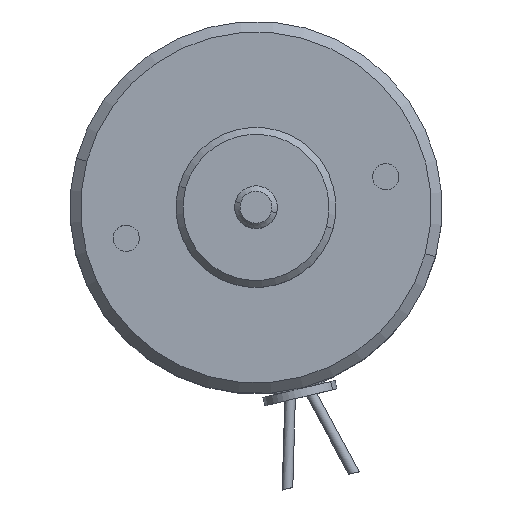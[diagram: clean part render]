
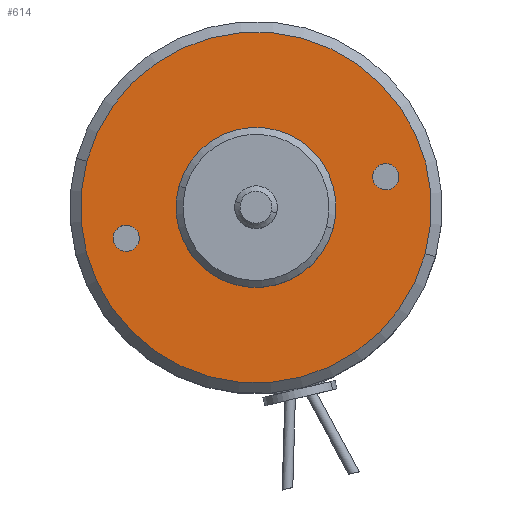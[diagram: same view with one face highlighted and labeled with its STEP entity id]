
A CAD part, top view. The second image highlights one B-rep face of the part: STEP entity #614.
In plain terms, the highlighted planar face has unit normal (0, 0, 1).
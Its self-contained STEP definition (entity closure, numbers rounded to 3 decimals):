
#474=AXIS2_PLACEMENT_3D('Circle Axis2P3D',#472,#473,$) ;
#498=AXIS2_PLACEMENT_3D('Circle Axis2P3D',#496,#497,$) ;
#554=AXIS2_PLACEMENT_3D('Plane Axis2P3D',#551,#552,#553) ;
#562=AXIS2_PLACEMENT_3D('Circle Axis2P3D',#560,#561,$) ;
#571=AXIS2_PLACEMENT_3D('Circle Axis2P3D',#569,#570,$) ;
#580=AXIS2_PLACEMENT_3D('Circle Axis2P3D',#578,#579,$) ;
#589=AXIS2_PLACEMENT_3D('Circle Axis2P3D',#587,#588,$) ;
#598=AXIS2_PLACEMENT_3D('Circle Axis2P3D',#596,#597,$) ;
#607=AXIS2_PLACEMENT_3D('Circle Axis2P3D',#605,#606,$) ;
#469=CARTESIAN_POINT('Vertex',(40.309,-72.516,39.797)) ;
#472=CARTESIAN_POINT('Axis2P3D Location',(24.443,-68.173,39.797)) ;
#476=CARTESIAN_POINT('Vertex',(8.577,-63.83,39.797)) ;
#496=CARTESIAN_POINT('Axis2P3D Location',(24.443,-68.173,39.797)) ;
#551=CARTESIAN_POINT('Axis2P3D Location',(41.422,-64.147,39.797)) ;
#560=CARTESIAN_POINT('Axis2P3D Location',(12.28,-71.057,39.797)) ;
#564=CARTESIAN_POINT('Vertex',(13.466,-71.381,39.797)) ;
#566=CARTESIAN_POINT('Vertex',(11.094,-70.732,39.797)) ;
#569=CARTESIAN_POINT('Axis2P3D Location',(12.28,-71.057,39.797)) ;
#578=CARTESIAN_POINT('Axis2P3D Location',(36.606,-65.289,39.797)) ;
#582=CARTESIAN_POINT('Vertex',(35.42,-64.964,39.797)) ;
#584=CARTESIAN_POINT('Vertex',(37.792,-65.613,39.797)) ;
#587=CARTESIAN_POINT('Axis2P3D Location',(36.606,-65.289,39.797)) ;
#596=CARTESIAN_POINT('Axis2P3D Location',(24.443,-68.173,39.797)) ;
#600=CARTESIAN_POINT('Vertex',(17.209,-66.192,39.797)) ;
#602=CARTESIAN_POINT('Vertex',(31.677,-70.153,39.797)) ;
#605=CARTESIAN_POINT('Axis2P3D Location',(24.443,-68.173,39.797)) ;
#473=DIRECTION('Axis2P3D Direction',(0.,0.,-1.)) ;
#497=DIRECTION('Axis2P3D Direction',(0.,0.,-1.)) ;
#552=DIRECTION('Axis2P3D Direction',(0.,0.,-1.)) ;
#553=DIRECTION('Axis2P3D XDirection',(0.973,0.231,0.)) ;
#561=DIRECTION('Axis2P3D Direction',(0.,0.,-1.)) ;
#570=DIRECTION('Axis2P3D Direction',(0.,0.,-1.)) ;
#579=DIRECTION('Axis2P3D Direction',(0.,0.,-1.)) ;
#588=DIRECTION('Axis2P3D Direction',(0.,0.,-1.)) ;
#597=DIRECTION('Axis2P3D Direction',(0.,0.,-1.)) ;
#606=DIRECTION('Axis2P3D Direction',(0.,0.,-1.)) ;
#557=ORIENTED_EDGE('',*,*,#500,.F.) ;
#558=ORIENTED_EDGE('',*,*,#478,.F.) ;
#575=ORIENTED_EDGE('',*,*,#568,.T.) ;
#576=ORIENTED_EDGE('',*,*,#573,.T.) ;
#593=ORIENTED_EDGE('',*,*,#586,.T.) ;
#594=ORIENTED_EDGE('',*,*,#591,.T.) ;
#611=ORIENTED_EDGE('',*,*,#604,.T.) ;
#612=ORIENTED_EDGE('',*,*,#609,.T.) ;
#577=FACE_BOUND('',#574,.T.) ;
#595=FACE_BOUND('',#592,.T.) ;
#613=FACE_BOUND('',#610,.T.) ;
#614=ADVANCED_FACE('K\X2\00F6\X0\rper.2',(#559,#577,#595,#613),#555,.F.) ;
#475=CIRCLE('generated circle',#474,16.45) ;
#499=CIRCLE('generated circle',#498,16.45) ;
#563=CIRCLE('generated circle',#562,1.23) ;
#572=CIRCLE('generated circle',#571,1.23) ;
#581=CIRCLE('generated circle',#580,1.23) ;
#590=CIRCLE('generated circle',#589,1.23) ;
#599=CIRCLE('generated circle',#598,7.5) ;
#608=CIRCLE('generated circle',#607,7.5) ;
#478=EDGE_CURVE('',#470,#477,#475,.T.) ;
#500=EDGE_CURVE('',#477,#470,#499,.T.) ;
#568=EDGE_CURVE('',#565,#567,#563,.T.) ;
#573=EDGE_CURVE('',#567,#565,#572,.T.) ;
#586=EDGE_CURVE('',#583,#585,#581,.T.) ;
#591=EDGE_CURVE('',#585,#583,#590,.T.) ;
#604=EDGE_CURVE('',#601,#603,#599,.T.) ;
#609=EDGE_CURVE('',#603,#601,#608,.T.) ;
#556=EDGE_LOOP('',(#557,#558)) ;
#574=EDGE_LOOP('',(#575,#576)) ;
#592=EDGE_LOOP('',(#593,#594)) ;
#610=EDGE_LOOP('',(#611,#612)) ;
#559=FACE_OUTER_BOUND('',#556,.T.) ;
#555=PLANE('',#554) ;
#470=VERTEX_POINT('',#469) ;
#477=VERTEX_POINT('',#476) ;
#565=VERTEX_POINT('',#564) ;
#567=VERTEX_POINT('',#566) ;
#583=VERTEX_POINT('',#582) ;
#585=VERTEX_POINT('',#584) ;
#601=VERTEX_POINT('',#600) ;
#603=VERTEX_POINT('',#602) ;
